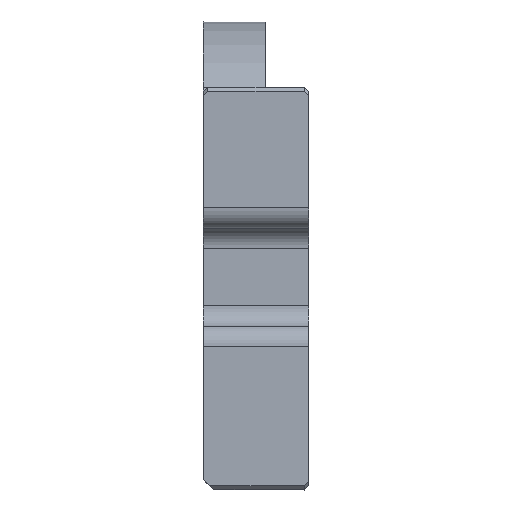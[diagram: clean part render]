
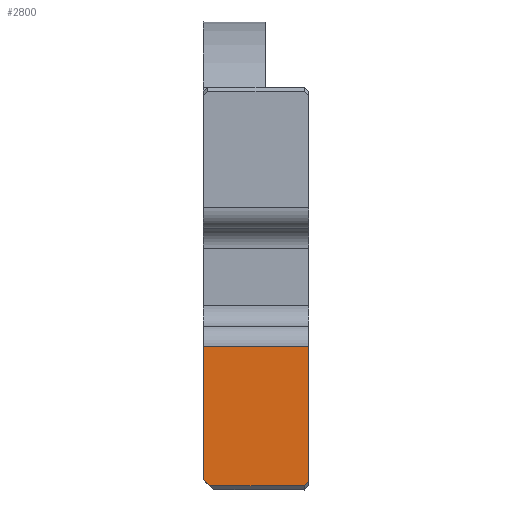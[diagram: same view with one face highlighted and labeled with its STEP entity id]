
A CAD part, left-side view. The second image highlights one B-rep face of the part: STEP entity #2800.
In plain terms, the highlighted planar face has unit normal (-1, 0, 0).
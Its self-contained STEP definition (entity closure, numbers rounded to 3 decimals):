
#102=PLANE('',#3042);
#224=FACE_OUTER_BOUND('',#399,.T.);
#399=EDGE_LOOP('',(#2204,#2205,#2206,#2207,#2208,#2209));
#588=LINE('',#4221,#863);
#656=LINE('',#4461,#931);
#657=LINE('',#4464,#932);
#658=LINE('',#4466,#933);
#659=LINE('',#4468,#934);
#660=LINE('',#4469,#935);
#863=VECTOR('',#3336,10.);
#931=VECTOR('',#3566,2.);
#932=VECTOR('',#3569,1000.);
#933=VECTOR('',#3570,1000.);
#934=VECTOR('',#3571,10.);
#935=VECTOR('',#3572,10.);
#1283=VERTEX_POINT('',#4218);
#1284=VERTEX_POINT('',#4220);
#1348=VERTEX_POINT('',#4457);
#1350=VERTEX_POINT('',#4463);
#1351=VERTEX_POINT('',#4465);
#1352=VERTEX_POINT('',#4467);
#1559=EDGE_CURVE('',#1283,#1284,#588,.T.);
#1665=EDGE_CURVE('',#1284,#1348,#656,.T.);
#1666=EDGE_CURVE('',#1350,#1283,#657,.T.);
#1667=EDGE_CURVE('',#1351,#1350,#658,.T.);
#1668=EDGE_CURVE('',#1351,#1352,#659,.T.);
#1669=EDGE_CURVE('',#1348,#1352,#660,.T.);
#2204=ORIENTED_EDGE('',*,*,#1665,.F.);
#2205=ORIENTED_EDGE('',*,*,#1559,.F.);
#2206=ORIENTED_EDGE('',*,*,#1666,.F.);
#2207=ORIENTED_EDGE('',*,*,#1667,.F.);
#2208=ORIENTED_EDGE('',*,*,#1668,.T.);
#2209=ORIENTED_EDGE('',*,*,#1669,.F.);
#2800=ADVANCED_FACE('',(#224),#102,.T.);
#3042=AXIS2_PLACEMENT_3D('',#4462,#3567,#3568);
#3336=DIRECTION('',(0.,0.,1.));
#3566=DIRECTION('',(0.,-1.,0.));
#3567=DIRECTION('center_axis',(-1.,0.,0.));
#3568=DIRECTION('ref_axis',(0.,0.,-1.));
#3569=DIRECTION('',(0.,0.707,0.707));
#3570=DIRECTION('',(0.,1.,0.));
#3571=DIRECTION('',(0.,-0.707,0.707));
#3572=DIRECTION('',(0.,0.,-1.));
#4218=CARTESIAN_POINT('',(-10.455,232.05,-19.25));
#4220=CARTESIAN_POINT('',(-10.455,232.05,-6.62));
#4221=CARTESIAN_POINT('',(-10.455,232.05,8.438));
#4457=CARTESIAN_POINT('',(-10.455,222.05,-6.62));
#4461=CARTESIAN_POINT('',(-10.455,222.05,-6.62));
#4462=CARTESIAN_POINT('Origin',(-10.455,226.05,18.));
#4463=CARTESIAN_POINT('',(-10.455,231.45,-19.85));
#4464=CARTESIAN_POINT('',(-10.455,239.613,-11.687));
#4465=CARTESIAN_POINT('',(-10.455,222.45,-19.85));
#4466=CARTESIAN_POINT('',(-10.455,226.05,-19.85));
#4467=CARTESIAN_POINT('',(-10.455,222.05,-19.45));
#4468=CARTESIAN_POINT('',(-10.455,213.988,-11.387));
#4469=CARTESIAN_POINT('',(-10.455,222.05,8.438));
